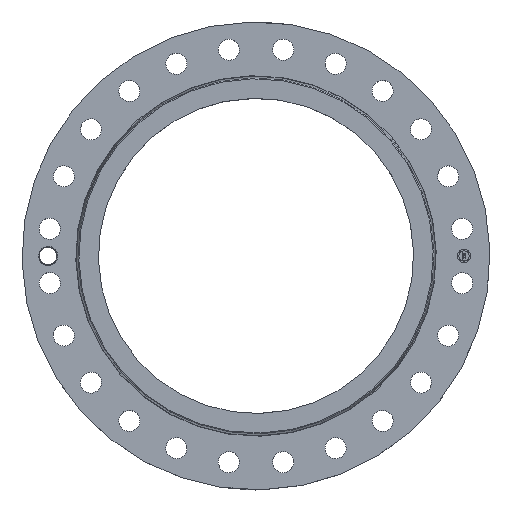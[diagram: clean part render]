
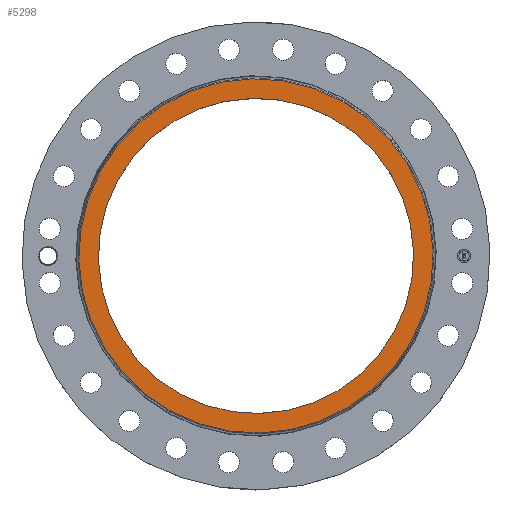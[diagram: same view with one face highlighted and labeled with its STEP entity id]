
A CAD part, top view. The second image highlights one B-rep face of the part: STEP entity #5298.
In plain terms, the highlighted planar face has unit normal (0, 0, 1).
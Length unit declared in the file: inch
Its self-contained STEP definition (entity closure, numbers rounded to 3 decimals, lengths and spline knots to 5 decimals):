
#4179=AXIS2_PLACEMENT_3D('Circle Axis2P3D',#4177,#4178,$) ;
#4198=AXIS2_PLACEMENT_3D('Circle Axis2P3D',#4196,#4197,$) ;
#5274=AXIS2_PLACEMENT_3D('Plane Axis2P3D',#5271,#5272,#5273) ;
#5282=AXIS2_PLACEMENT_3D('Circle Axis2P3D',#5280,#5281,$) ;
#5291=AXIS2_PLACEMENT_3D('Circle Axis2P3D',#5289,#5290,$) ;
#4174=CARTESIAN_POINT('Vertex',(6.53411,11.9606,4.628)) ;
#4177=CARTESIAN_POINT('Axis2P3D Location',(0.,0.,4.628)) ;
#4181=CARTESIAN_POINT('Vertex',(-6.53411,-11.9606,4.628)) ;
#4196=CARTESIAN_POINT('Axis2P3D Location',(0.,0.,4.628)) ;
#5271=CARTESIAN_POINT('Axis2P3D Location',(0.,13.62904,4.628)) ;
#5280=CARTESIAN_POINT('Axis2P3D Location',(0.,0.,4.628)) ;
#5284=CARTESIAN_POINT('Vertex',(-5.81303,-10.64069,4.628)) ;
#5286=CARTESIAN_POINT('Vertex',(5.81303,10.64069,4.628)) ;
#5289=CARTESIAN_POINT('Axis2P3D Location',(0.,0.,4.628)) ;
#4178=DIRECTION('Axis2P3D Direction',(0.,0.,-0.039)) ;
#4197=DIRECTION('Axis2P3D Direction',(0.,0.,-0.039)) ;
#5272=DIRECTION('Axis2P3D Direction',(0.,0.,-0.039)) ;
#5273=DIRECTION('Axis2P3D XDirection',(0.039,0.,0.)) ;
#5281=DIRECTION('Axis2P3D Direction',(0.,0.,-0.039)) ;
#5290=DIRECTION('Axis2P3D Direction',(0.,0.,-0.039)) ;
#5277=ORIENTED_EDGE('',*,*,#4183,.F.) ;
#5278=ORIENTED_EDGE('',*,*,#4200,.F.) ;
#5295=ORIENTED_EDGE('',*,*,#5288,.T.) ;
#5296=ORIENTED_EDGE('',*,*,#5293,.T.) ;
#5297=FACE_BOUND('',#5294,.T.) ;
#5298=ADVANCED_FACE('PartBody',(#5279,#5297),#5275,.F.) ;
#4180=CIRCLE('generated circle',#4179,13.62904) ;
#4199=CIRCLE('generated circle',#4198,13.62904) ;
#5283=CIRCLE('generated circle',#5282,12.125) ;
#5292=CIRCLE('generated circle',#5291,12.125) ;
#4183=EDGE_CURVE('',#4175,#4182,#4180,.T.) ;
#4200=EDGE_CURVE('',#4182,#4175,#4199,.T.) ;
#5288=EDGE_CURVE('',#5285,#5287,#5283,.T.) ;
#5293=EDGE_CURVE('',#5287,#5285,#5292,.T.) ;
#5276=EDGE_LOOP('',(#5277,#5278)) ;
#5294=EDGE_LOOP('',(#5295,#5296)) ;
#5279=FACE_OUTER_BOUND('',#5276,.T.) ;
#5275=PLANE('',#5274) ;
#4175=VERTEX_POINT('',#4174) ;
#4182=VERTEX_POINT('',#4181) ;
#5285=VERTEX_POINT('',#5284) ;
#5287=VERTEX_POINT('',#5286) ;
